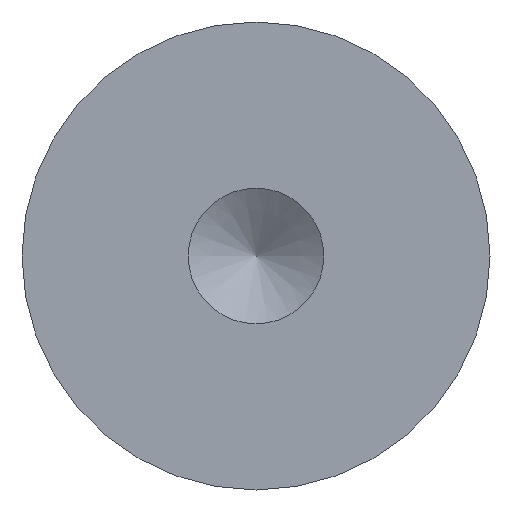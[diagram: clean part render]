
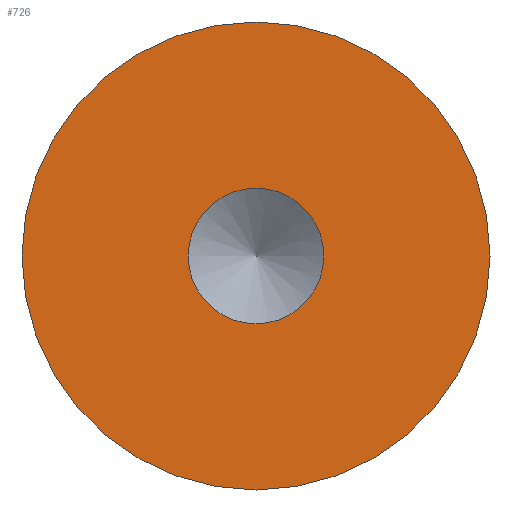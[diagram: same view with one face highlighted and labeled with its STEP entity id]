
A CAD part, left-side view. The second image highlights one B-rep face of the part: STEP entity #726.
In plain terms, the highlighted planar face has unit normal (-1, 0, 0).
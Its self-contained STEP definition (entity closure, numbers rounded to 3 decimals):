
#707 = VERTEX_POINT('',#708);
#708 = CARTESIAN_POINT('',(-1.5,-6.9,0.));
#714 = EDGE_CURVE('',#707,#707,#715,.T.);
#715 = CIRCLE('',#716,6.9);
#716 = AXIS2_PLACEMENT_3D('',#717,#718,#719);
#717 = CARTESIAN_POINT('',(-1.5,0.,0.));
#718 = DIRECTION('',(1.,-0.,0.));
#719 = DIRECTION('',(0.,0.,-1.));
#726 = ADVANCED_FACE('',(#727,#730),#741,.T.);
#727 = FACE_BOUND('',#728,.T.);
#728 = EDGE_LOOP('',(#729));
#729 = ORIENTED_EDGE('',*,*,#714,.F.);
#730 = FACE_BOUND('',#731,.T.);
#731 = EDGE_LOOP('',(#732));
#732 = ORIENTED_EDGE('',*,*,#733,.T.);
#733 = EDGE_CURVE('',#734,#734,#736,.T.);
#734 = VERTEX_POINT('',#735);
#735 = CARTESIAN_POINT('',(-1.5,2.,0.));
#736 = CIRCLE('',#737,2.);
#737 = AXIS2_PLACEMENT_3D('',#738,#739,#740);
#738 = CARTESIAN_POINT('',(-1.5,0.,0.));
#739 = DIRECTION('',(1.,0.,0.));
#740 = DIRECTION('',(0.,-1.,0.));
#741 = PLANE('',#742);
#742 = AXIS2_PLACEMENT_3D('',#743,#744,#745);
#743 = CARTESIAN_POINT('',(-1.5,6.9,0.));
#744 = DIRECTION('',(-1.,0.,0.));
#745 = DIRECTION('',(0.,0.,1.));
